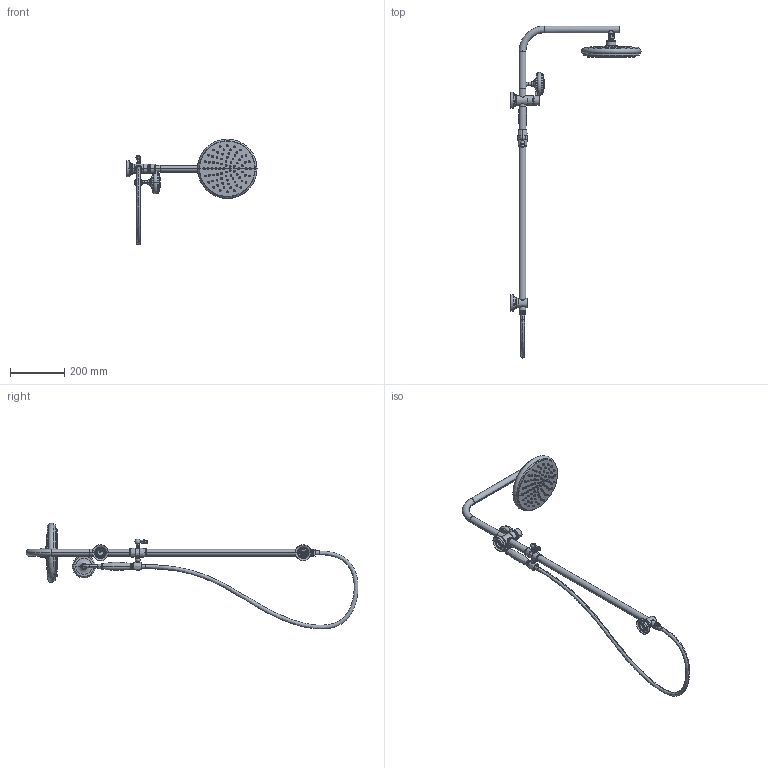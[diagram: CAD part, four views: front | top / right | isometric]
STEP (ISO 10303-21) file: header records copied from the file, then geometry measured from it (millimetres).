
FILE_DESCRIPTION((''),'2;1');
FILE_NAME('1C6006CP_ASM_ASM','2023-06-26T',('Administrator'),(''),'PRO/ENGINEER BY PARAMETRIC TECHNOLOGY CORPORATION, 2010280','PRO/ENGINEER BY PARAMETRIC TECHNOLOGY CORPORATION, 2010280','');
FILE_SCHEMA(('CONFIG_CONTROL_DESIGN'));
Length unit declared in the file: millimetre
Products named in the file (53): 2C6006-11CP_AF1_22; 2C6006-36CP_AF0_19; 2C6006-31CP_AF0_17; 2C6006-39CP_AF0_15; 2C6006-50CP_AF0_3; 2C6006-37-02NT_AF0_8; 2C6006-37-01NT_AF1_4; 2C6006-37-03NT_AF0_11; 2C6006-37CP_AF0_ASM_4_ASM; 2C6006-48NT_AF1_4; 2C6006-38-02NT_AF0_5; 2C6006-38-01NT_AF0_6; 2C6006-38CP_AF0_ASM_7_ASM; RG_AF1_10; SQ-AB_AF1_8; 2C6006-33CP_AF0_9; 3OR1047NT_AF0_4; 2C6006-33CP_AF1_9; 3OR1047NT_AF1_4; 3OR1024NT_AF0_4; 3OR1024NT_AF1_4; 3OR1024NT_AF2_4; 2C6006-32NT_AF1_10; 3OR1044NT_AF0_4; 3OR1049NT_AF0_3; 3OR1049NT_AF1_3; 2C6006-35NT_AF1_15; 3OR1044NT_4; 3OR1048NT_AF0_5; 3FX1015NT_AF0_7; 2C6006-41NT_AF1_12; 2C6006-49NT_AF0_4; 2C6006-21_AF2_16; 3LS1001NT_AF1_3; 2C6006-22CP_AF2_10; 2C6005-47NT_AF0_4; 2C6006-23CP_AF1_20; 2C6006-42CP_AF2_7; 3LS1011NT_AF0_5; 2C6006-43CP_AF1_5 ...
Assembly tree (52 placements, depth 4):
  1C6006CP_ASM_ASM
    1C6006CP_ASM_71_ASM
      2C6006-11CP_AF1_22
      2C6006-36CP_AF0_19
      2C6006-31CP_AF0_17
      2C6006-39CP_AF0_15
      2C6006-50CP_AF0_3
      2C6006-37CP_AF0_ASM_4_ASM
        2C6006-37-02NT_AF0_8
        2C6006-37-01NT_AF1_4
        2C6006-37-03NT_AF0_11
      2C6006-48NT_AF1_4
      2C6006-38CP_AF0_ASM_7_ASM
        2C6006-38-02NT_AF0_5
        2C6006-38-01NT_AF0_6
      RG_AF1_10
      SQ-AB_AF1_8
      2C6006-33CP_AF0_9
      3OR1047NT_AF0_4
      2C6006-33CP_AF1_9
      3OR1047NT_AF1_4
      3OR1024NT_AF0_4
      3OR1024NT_AF1_4
      3OR1024NT_AF2_4
      2C6006-32NT_AF1_10
      3OR1044NT_AF0_4
      3OR1049NT_AF0_3
      3OR1049NT_AF1_3
      2C6006-35NT_AF1_15
      3OR1044NT_4
      3OR1048NT_AF0_5
      3FX1015NT_AF0_7
      2C6006-41NT_AF1_12
      2C6006-49NT_AF0_4
      2C6006-21_AF2_16
      3LS1001NT_AF1_3
      2C6006-22CP_AF2_10
      2C6005-47NT_AF0_4
      2C6006-23CP_AF1_20
      2C6006-42CP_AF2_7
      3LS1011NT_AF0_5
      2C6006-43CP_AF1_5
      Z0123-1_AF4_2
      2C6006-48NT_AF0_4
      2C6006-47NT_AF0_5
      3LS1001NT_AF0_3
      2C6006-46NT_AF0_5
      2C6006-44NT_AF0_3
      2C6006-45NT_AF0_3
      3LS1001NT_AF2_3
      3LS1001NT_AF3_3
      3LS1001NT_AF4_3
      3LS1001NT_AF5_3
Bounding box: 481 x 1227.89 x 391.92 mm (x, y, z)
Volume: 1908429.8 mm3; surface area: 516205 mm2
Topology: 49 solids, 49 shells, 2154 faces, 5701 edges, 3788 vertices
Faces by surface type: cylinder 852, plane 465, torus 336, cone 284, bspline 206, sphere 10, extrusion 1
Entity records: 125184 total; most frequent: CARTESIAN_POINT 72255, ORIENTED_EDGE 11370, DIRECTION 10399, EDGE_CURVE 5685, AXIS2_PLACEMENT_3D 4394, VERTEX_POINT 3788, EDGE_LOOP 2403, CIRCLE 2291
